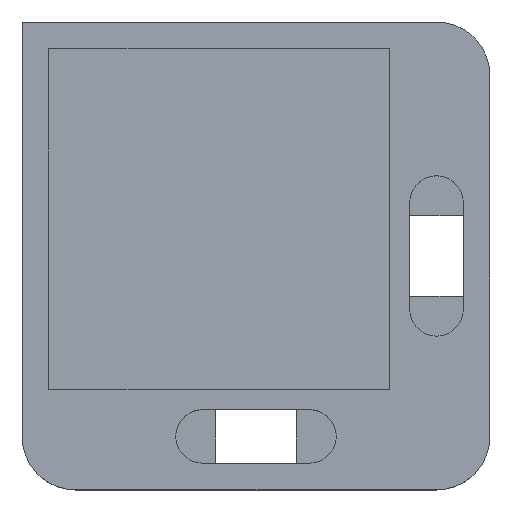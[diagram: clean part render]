
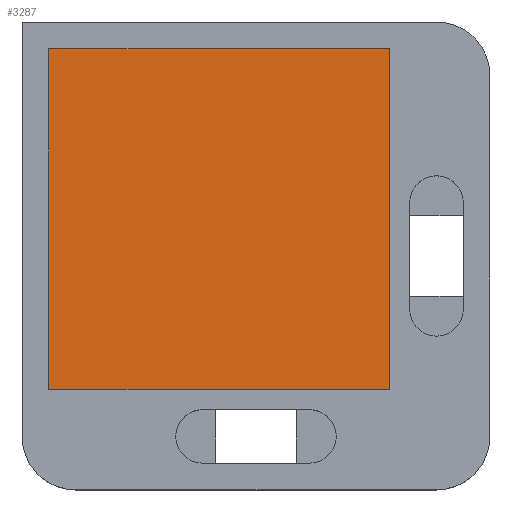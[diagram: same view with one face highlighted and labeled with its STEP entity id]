
A CAD part, top view. The second image highlights one B-rep face of the part: STEP entity #3287.
In plain terms, the highlighted planar face has unit normal (0, 0, 1).
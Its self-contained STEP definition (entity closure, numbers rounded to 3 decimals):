
#2088 = PLANE('',#2089);
#2089 = AXIS2_PLACEMENT_3D('',#2090,#2091,#2092);
#2090 = CARTESIAN_POINT('',(-15.5,-10.,2.5));
#2091 = DIRECTION('',(0.,-1.,0.));
#2092 = DIRECTION('',(1.,0.,0.));
#2116 = PLANE('',#2117);
#2117 = AXIS2_PLACEMENT_3D('',#2118,#2119,#2120);
#2118 = CARTESIAN_POINT('',(-15.5,-10.,2.5));
#2119 = DIRECTION('',(1.,0.,0.));
#2120 = DIRECTION('',(-0.,1.,0.));
#2144 = PLANE('',#2145);
#2145 = AXIS2_PLACEMENT_3D('',#2146,#2147,#2148);
#2146 = CARTESIAN_POINT('',(-15.5,15.5,2.5));
#2147 = DIRECTION('',(0.,-1.,0.));
#2148 = DIRECTION('',(1.,0.,0.));
#2170 = PLANE('',#2171);
#2171 = AXIS2_PLACEMENT_3D('',#2172,#2173,#2174);
#2172 = CARTESIAN_POINT('',(10.,-10.,2.5));
#2173 = DIRECTION('',(1.,0.,0.));
#2174 = DIRECTION('',(-0.,1.,0.));
#3065 = VERTEX_POINT('',#3066);
#3066 = CARTESIAN_POINT('',(-15.5,-10.,0.7));
#3087 = EDGE_CURVE('',#3065,#3088,#3090,.T.);
#3088 = VERTEX_POINT('',#3089);
#3089 = CARTESIAN_POINT('',(10.,-10.,0.7));
#3090 = SURFACE_CURVE('',#3091,(#3095,#3102),.PCURVE_S1.);
#3091 = LINE('',#3092,#3093);
#3092 = CARTESIAN_POINT('',(-2.75,-10.,0.7));
#3093 = VECTOR('',#3094,1.);
#3094 = DIRECTION('',(1.,0.,0.));
#3095 = PCURVE('',#2088,#3096);
#3096 = DEFINITIONAL_REPRESENTATION('',(#3097),#3101);
#3097 = LINE('',#3098,#3099);
#3098 = CARTESIAN_POINT('',(12.75,-1.8));
#3099 = VECTOR('',#3100,1.);
#3100 = DIRECTION('',(1.,0.));
#3101 = ( GEOMETRIC_REPRESENTATION_CONTEXT(2) 
PARAMETRIC_REPRESENTATION_CONTEXT() REPRESENTATION_CONTEXT('2D SPACE',''
  ) );
#3102 = PCURVE('',#3103,#3108);
#3103 = PLANE('',#3104);
#3104 = AXIS2_PLACEMENT_3D('',#3105,#3106,#3107);
#3105 = CARTESIAN_POINT('',(-2.75,2.75,0.7));
#3106 = DIRECTION('',(0.,0.,1.));
#3107 = DIRECTION('',(1.,0.,0.));
#3108 = DEFINITIONAL_REPRESENTATION('',(#3109),#3113);
#3109 = LINE('',#3110,#3111);
#3110 = CARTESIAN_POINT('',(0.,-12.75));
#3111 = VECTOR('',#3112,1.);
#3112 = DIRECTION('',(1.,0.));
#3113 = ( GEOMETRIC_REPRESENTATION_CONTEXT(2) 
PARAMETRIC_REPRESENTATION_CONTEXT() REPRESENTATION_CONTEXT('2D SPACE',''
  ) );
#3141 = EDGE_CURVE('',#3065,#3142,#3144,.T.);
#3142 = VERTEX_POINT('',#3143);
#3143 = CARTESIAN_POINT('',(-15.5,15.5,0.7));
#3144 = SURFACE_CURVE('',#3145,(#3149,#3156),.PCURVE_S1.);
#3145 = LINE('',#3146,#3147);
#3146 = CARTESIAN_POINT('',(-15.5,2.75,0.7));
#3147 = VECTOR('',#3148,1.);
#3148 = DIRECTION('',(0.,1.,0.));
#3149 = PCURVE('',#2116,#3150);
#3150 = DEFINITIONAL_REPRESENTATION('',(#3151),#3155);
#3151 = LINE('',#3152,#3153);
#3152 = CARTESIAN_POINT('',(12.75,-1.8));
#3153 = VECTOR('',#3154,1.);
#3154 = DIRECTION('',(1.,0.));
#3155 = ( GEOMETRIC_REPRESENTATION_CONTEXT(2) 
PARAMETRIC_REPRESENTATION_CONTEXT() REPRESENTATION_CONTEXT('2D SPACE',''
  ) );
#3156 = PCURVE('',#3103,#3157);
#3157 = DEFINITIONAL_REPRESENTATION('',(#3158),#3162);
#3158 = LINE('',#3159,#3160);
#3159 = CARTESIAN_POINT('',(-12.75,0.));
#3160 = VECTOR('',#3161,1.);
#3161 = DIRECTION('',(0.,1.));
#3162 = ( GEOMETRIC_REPRESENTATION_CONTEXT(2) 
PARAMETRIC_REPRESENTATION_CONTEXT() REPRESENTATION_CONTEXT('2D SPACE',''
  ) );
#3190 = EDGE_CURVE('',#3142,#3191,#3193,.T.);
#3191 = VERTEX_POINT('',#3192);
#3192 = CARTESIAN_POINT('',(10.,15.5,0.7));
#3193 = SURFACE_CURVE('',#3194,(#3198,#3205),.PCURVE_S1.);
#3194 = LINE('',#3195,#3196);
#3195 = CARTESIAN_POINT('',(-2.75,15.5,0.7));
#3196 = VECTOR('',#3197,1.);
#3197 = DIRECTION('',(1.,0.,0.));
#3198 = PCURVE('',#2144,#3199);
#3199 = DEFINITIONAL_REPRESENTATION('',(#3200),#3204);
#3200 = LINE('',#3201,#3202);
#3201 = CARTESIAN_POINT('',(12.75,-1.8));
#3202 = VECTOR('',#3203,1.);
#3203 = DIRECTION('',(1.,0.));
#3204 = ( GEOMETRIC_REPRESENTATION_CONTEXT(2) 
PARAMETRIC_REPRESENTATION_CONTEXT() REPRESENTATION_CONTEXT('2D SPACE',''
  ) );
#3205 = PCURVE('',#3103,#3206);
#3206 = DEFINITIONAL_REPRESENTATION('',(#3207),#3211);
#3207 = LINE('',#3208,#3209);
#3208 = CARTESIAN_POINT('',(0.,12.75));
#3209 = VECTOR('',#3210,1.);
#3210 = DIRECTION('',(1.,0.));
#3211 = ( GEOMETRIC_REPRESENTATION_CONTEXT(2) 
PARAMETRIC_REPRESENTATION_CONTEXT() REPRESENTATION_CONTEXT('2D SPACE',''
  ) );
#3239 = EDGE_CURVE('',#3088,#3191,#3240,.T.);
#3240 = SURFACE_CURVE('',#3241,(#3245,#3252),.PCURVE_S1.);
#3241 = LINE('',#3242,#3243);
#3242 = CARTESIAN_POINT('',(10.,2.75,0.7));
#3243 = VECTOR('',#3244,1.);
#3244 = DIRECTION('',(0.,1.,0.));
#3245 = PCURVE('',#2170,#3246);
#3246 = DEFINITIONAL_REPRESENTATION('',(#3247),#3251);
#3247 = LINE('',#3248,#3249);
#3248 = CARTESIAN_POINT('',(12.75,-1.8));
#3249 = VECTOR('',#3250,1.);
#3250 = DIRECTION('',(1.,0.));
#3251 = ( GEOMETRIC_REPRESENTATION_CONTEXT(2) 
PARAMETRIC_REPRESENTATION_CONTEXT() REPRESENTATION_CONTEXT('2D SPACE',''
  ) );
#3252 = PCURVE('',#3103,#3253);
#3253 = DEFINITIONAL_REPRESENTATION('',(#3254),#3258);
#3254 = LINE('',#3255,#3256);
#3255 = CARTESIAN_POINT('',(12.75,0.));
#3256 = VECTOR('',#3257,1.);
#3257 = DIRECTION('',(0.,1.));
#3258 = ( GEOMETRIC_REPRESENTATION_CONTEXT(2) 
PARAMETRIC_REPRESENTATION_CONTEXT() REPRESENTATION_CONTEXT('2D SPACE',''
  ) );
#3287 = ADVANCED_FACE('',(#3288),#3103,.T.);
#3288 = FACE_BOUND('',#3289,.T.);
#3289 = EDGE_LOOP('',(#3290,#3291,#3292,#3293));
#3290 = ORIENTED_EDGE('',*,*,#3141,.F.);
#3291 = ORIENTED_EDGE('',*,*,#3087,.T.);
#3292 = ORIENTED_EDGE('',*,*,#3239,.T.);
#3293 = ORIENTED_EDGE('',*,*,#3190,.F.);
